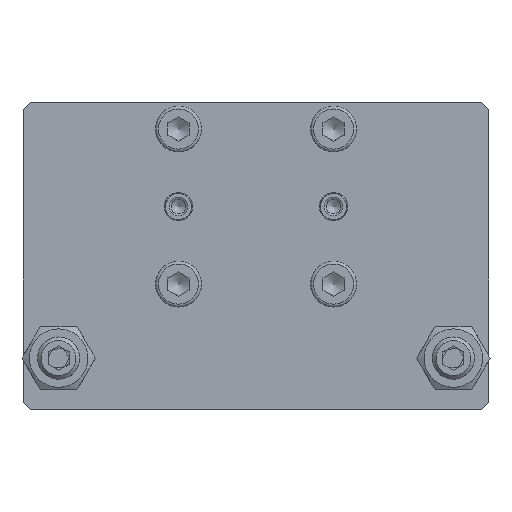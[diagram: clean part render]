
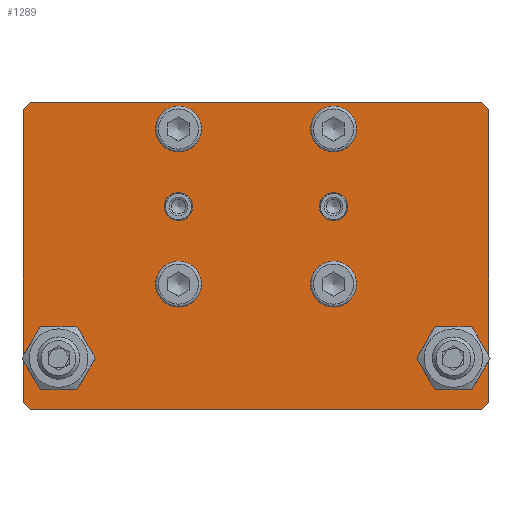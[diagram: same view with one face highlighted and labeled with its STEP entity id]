
A CAD part, top view. The second image highlights one B-rep face of the part: STEP entity #1289.
In plain terms, the highlighted planar face has unit normal (0, 0, 1).
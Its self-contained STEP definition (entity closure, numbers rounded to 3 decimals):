
#125=FACE_BOUND('',#269,.T.);
#126=FACE_BOUND('',#270,.T.);
#127=FACE_BOUND('',#271,.T.);
#128=FACE_BOUND('',#272,.T.);
#129=FACE_BOUND('',#273,.T.);
#130=FACE_BOUND('',#274,.T.);
#131=FACE_BOUND('',#275,.T.);
#132=FACE_BOUND('',#276,.T.);
#148=PLANE('',#1501);
#192=FACE_OUTER_BOUND('',#268,.T.);
#268=EDGE_LOOP('',(#976,#977,#978,#979,#980,#981,#982,#983));
#269=EDGE_LOOP('',(#984,#985));
#270=EDGE_LOOP('',(#986,#987));
#271=EDGE_LOOP('',(#988,#989));
#272=EDGE_LOOP('',(#990,#991));
#273=EDGE_LOOP('',(#992,#993));
#274=EDGE_LOOP('',(#994,#995));
#275=EDGE_LOOP('',(#996,#997));
#276=EDGE_LOOP('',(#998,#999));
#341=LINE('',#2090,#424);
#347=LINE('',#2101,#430);
#354=LINE('',#2116,#437);
#357=LINE('',#2121,#440);
#358=LINE('',#2125,#441);
#361=LINE('',#2129,#444);
#362=LINE('',#2132,#445);
#364=LINE('',#2135,#447);
#424=VECTOR('',#1696,10.);
#430=VECTOR('',#1704,10.);
#437=VECTOR('',#1715,10.);
#440=VECTOR('',#1720,10.);
#441=VECTOR('',#1723,10.);
#444=VECTOR('',#1728,10.);
#445=VECTOR('',#1731,10.);
#447=VECTOR('',#1735,10.);
#499=CIRCLE('',#1461,5.053);
#500=CIRCLE('',#1462,5.053);
#502=CIRCLE('',#1465,5.053);
#503=CIRCLE('',#1466,5.053);
#505=CIRCLE('',#1469,4.);
#506=CIRCLE('',#1470,4.);
#508=CIRCLE('',#1473,4.);
#509=CIRCLE('',#1474,4.);
#511=CIRCLE('',#1477,4.5);
#512=CIRCLE('',#1478,4.5);
#514=CIRCLE('',#1481,4.5);
#515=CIRCLE('',#1482,4.5);
#517=CIRCLE('',#1485,4.5);
#518=CIRCLE('',#1486,4.5);
#520=CIRCLE('',#1489,4.5);
#521=CIRCLE('',#1490,4.5);
#574=VERTEX_POINT('',#2024);
#575=VERTEX_POINT('',#2025);
#577=VERTEX_POINT('',#2032);
#578=VERTEX_POINT('',#2033);
#580=VERTEX_POINT('',#2040);
#581=VERTEX_POINT('',#2041);
#583=VERTEX_POINT('',#2048);
#584=VERTEX_POINT('',#2049);
#586=VERTEX_POINT('',#2056);
#587=VERTEX_POINT('',#2057);
#589=VERTEX_POINT('',#2064);
#590=VERTEX_POINT('',#2065);
#592=VERTEX_POINT('',#2072);
#593=VERTEX_POINT('',#2073);
#595=VERTEX_POINT('',#2080);
#596=VERTEX_POINT('',#2081);
#598=VERTEX_POINT('',#2088);
#599=VERTEX_POINT('',#2089);
#603=VERTEX_POINT('',#2099);
#609=VERTEX_POINT('',#2115);
#610=VERTEX_POINT('',#2119);
#611=VERTEX_POINT('',#2123);
#612=VERTEX_POINT('',#2124);
#613=VERTEX_POINT('',#2131);
#704=EDGE_CURVE('',#574,#575,#499,.T.);
#705=EDGE_CURVE('',#575,#574,#500,.T.);
#708=EDGE_CURVE('',#577,#578,#502,.T.);
#709=EDGE_CURVE('',#578,#577,#503,.T.);
#712=EDGE_CURVE('',#580,#581,#505,.T.);
#713=EDGE_CURVE('',#581,#580,#506,.T.);
#716=EDGE_CURVE('',#583,#584,#508,.T.);
#717=EDGE_CURVE('',#584,#583,#509,.T.);
#720=EDGE_CURVE('',#586,#587,#511,.T.);
#721=EDGE_CURVE('',#587,#586,#512,.T.);
#724=EDGE_CURVE('',#589,#590,#514,.T.);
#725=EDGE_CURVE('',#590,#589,#515,.T.);
#728=EDGE_CURVE('',#592,#593,#517,.T.);
#729=EDGE_CURVE('',#593,#592,#518,.T.);
#732=EDGE_CURVE('',#595,#596,#520,.T.);
#733=EDGE_CURVE('',#596,#595,#521,.T.);
#736=EDGE_CURVE('',#598,#599,#341,.T.);
#742=EDGE_CURVE('',#598,#603,#347,.T.);
#749=EDGE_CURVE('',#609,#603,#354,.T.);
#752=EDGE_CURVE('',#609,#610,#357,.T.);
#753=EDGE_CURVE('',#611,#612,#358,.T.);
#756=EDGE_CURVE('',#611,#599,#361,.T.);
#757=EDGE_CURVE('',#613,#610,#362,.T.);
#759=EDGE_CURVE('',#613,#612,#364,.T.);
#976=ORIENTED_EDGE('',*,*,#736,.F.);
#977=ORIENTED_EDGE('',*,*,#742,.T.);
#978=ORIENTED_EDGE('',*,*,#749,.F.);
#979=ORIENTED_EDGE('',*,*,#752,.T.);
#980=ORIENTED_EDGE('',*,*,#757,.F.);
#981=ORIENTED_EDGE('',*,*,#759,.T.);
#982=ORIENTED_EDGE('',*,*,#753,.F.);
#983=ORIENTED_EDGE('',*,*,#756,.T.);
#984=ORIENTED_EDGE('',*,*,#704,.T.);
#985=ORIENTED_EDGE('',*,*,#705,.T.);
#986=ORIENTED_EDGE('',*,*,#708,.T.);
#987=ORIENTED_EDGE('',*,*,#709,.T.);
#988=ORIENTED_EDGE('',*,*,#712,.T.);
#989=ORIENTED_EDGE('',*,*,#713,.T.);
#990=ORIENTED_EDGE('',*,*,#716,.T.);
#991=ORIENTED_EDGE('',*,*,#717,.T.);
#992=ORIENTED_EDGE('',*,*,#720,.T.);
#993=ORIENTED_EDGE('',*,*,#721,.T.);
#994=ORIENTED_EDGE('',*,*,#724,.T.);
#995=ORIENTED_EDGE('',*,*,#725,.T.);
#996=ORIENTED_EDGE('',*,*,#728,.T.);
#997=ORIENTED_EDGE('',*,*,#729,.T.);
#998=ORIENTED_EDGE('',*,*,#732,.T.);
#999=ORIENTED_EDGE('',*,*,#733,.T.);
#1289=ADVANCED_FACE('',(#192,#125,#126,#127,#128,#129,#130,#131,#132),#148,
 .T.);
#1461=AXIS2_PLACEMENT_3D('',#2026,#1624,#1625);
#1462=AXIS2_PLACEMENT_3D('',#2027,#1626,#1627);
#1465=AXIS2_PLACEMENT_3D('',#2034,#1633,#1634);
#1466=AXIS2_PLACEMENT_3D('',#2035,#1635,#1636);
#1469=AXIS2_PLACEMENT_3D('',#2042,#1642,#1643);
#1470=AXIS2_PLACEMENT_3D('',#2043,#1644,#1645);
#1473=AXIS2_PLACEMENT_3D('',#2050,#1651,#1652);
#1474=AXIS2_PLACEMENT_3D('',#2051,#1653,#1654);
#1477=AXIS2_PLACEMENT_3D('',#2058,#1660,#1661);
#1478=AXIS2_PLACEMENT_3D('',#2059,#1662,#1663);
#1481=AXIS2_PLACEMENT_3D('',#2066,#1669,#1670);
#1482=AXIS2_PLACEMENT_3D('',#2067,#1671,#1672);
#1485=AXIS2_PLACEMENT_3D('',#2074,#1678,#1679);
#1486=AXIS2_PLACEMENT_3D('',#2075,#1680,#1681);
#1489=AXIS2_PLACEMENT_3D('',#2082,#1687,#1688);
#1490=AXIS2_PLACEMENT_3D('',#2083,#1689,#1690);
#1501=AXIS2_PLACEMENT_3D('',#2136,#1736,#1737);
#1624=DIRECTION('center_axis',(0.,0.,-1.));
#1625=DIRECTION('ref_axis',(1.,0.,0.));
#1626=DIRECTION('center_axis',(0.,0.,-1.));
#1627=DIRECTION('ref_axis',(1.,0.,0.));
#1633=DIRECTION('center_axis',(0.,0.,-1.));
#1634=DIRECTION('ref_axis',(1.,0.,0.));
#1635=DIRECTION('center_axis',(0.,0.,-1.));
#1636=DIRECTION('ref_axis',(1.,0.,0.));
#1642=DIRECTION('center_axis',(0.,0.,-1.));
#1643=DIRECTION('ref_axis',(1.,0.,0.));
#1644=DIRECTION('center_axis',(0.,0.,-1.));
#1645=DIRECTION('ref_axis',(1.,0.,0.));
#1651=DIRECTION('center_axis',(0.,0.,-1.));
#1652=DIRECTION('ref_axis',(1.,0.,0.));
#1653=DIRECTION('center_axis',(0.,0.,-1.));
#1654=DIRECTION('ref_axis',(1.,0.,0.));
#1660=DIRECTION('center_axis',(0.,0.,-1.));
#1661=DIRECTION('ref_axis',(1.,0.,0.));
#1662=DIRECTION('center_axis',(0.,0.,-1.));
#1663=DIRECTION('ref_axis',(1.,0.,0.));
#1669=DIRECTION('center_axis',(0.,0.,-1.));
#1670=DIRECTION('ref_axis',(1.,0.,0.));
#1671=DIRECTION('center_axis',(0.,0.,-1.));
#1672=DIRECTION('ref_axis',(1.,0.,0.));
#1678=DIRECTION('center_axis',(0.,0.,-1.));
#1679=DIRECTION('ref_axis',(1.,0.,0.));
#1680=DIRECTION('center_axis',(0.,0.,-1.));
#1681=DIRECTION('ref_axis',(1.,0.,0.));
#1687=DIRECTION('center_axis',(0.,0.,-1.));
#1688=DIRECTION('ref_axis',(1.,0.,0.));
#1689=DIRECTION('center_axis',(0.,0.,-1.));
#1690=DIRECTION('ref_axis',(1.,0.,0.));
#1696=DIRECTION('',(0.707,0.707,0.));
#1704=DIRECTION('',(0.,-1.,0.));
#1715=DIRECTION('',(-0.707,0.707,0.));
#1720=DIRECTION('',(1.,0.,0.));
#1723=DIRECTION('',(0.707,-0.707,0.));
#1728=DIRECTION('',(-1.,0.,0.));
#1731=DIRECTION('',(-0.707,-0.707,0.));
#1735=DIRECTION('',(0.,1.,0.));
#1736=DIRECTION('center_axis',(0.,0.,1.));
#1737=DIRECTION('ref_axis',(1.,0.,0.));
#2024=CARTESIAN_POINT('',(61.053,-29.,14.));
#2025=CARTESIAN_POINT('',(50.947,-29.,14.));
#2026=CARTESIAN_POINT('Origin',(56.,-29.,14.));
#2027=CARTESIAN_POINT('Origin',(56.,-29.,14.));
#2032=CARTESIAN_POINT('',(-50.947,-29.,14.));
#2033=CARTESIAN_POINT('',(-61.053,-29.,14.));
#2034=CARTESIAN_POINT('Origin',(-56.,-29.,14.));
#2035=CARTESIAN_POINT('Origin',(-56.,-29.,14.));
#2040=CARTESIAN_POINT('',(-18.,14.,14.));
#2041=CARTESIAN_POINT('',(-26.,14.,14.));
#2042=CARTESIAN_POINT('Origin',(-22.,14.,14.));
#2043=CARTESIAN_POINT('Origin',(-22.,14.,14.));
#2048=CARTESIAN_POINT('',(26.,14.,14.));
#2049=CARTESIAN_POINT('',(18.,14.,14.));
#2050=CARTESIAN_POINT('Origin',(22.,14.,14.));
#2051=CARTESIAN_POINT('Origin',(22.,14.,14.));
#2056=CARTESIAN_POINT('',(26.5,36.,14.));
#2057=CARTESIAN_POINT('',(17.5,36.,14.));
#2058=CARTESIAN_POINT('Origin',(22.,36.,14.));
#2059=CARTESIAN_POINT('Origin',(22.,36.,14.));
#2064=CARTESIAN_POINT('',(26.5,-8.,14.));
#2065=CARTESIAN_POINT('',(17.5,-8.,14.));
#2066=CARTESIAN_POINT('Origin',(22.,-8.,14.));
#2067=CARTESIAN_POINT('Origin',(22.,-8.,14.));
#2072=CARTESIAN_POINT('',(-17.5,-8.,14.));
#2073=CARTESIAN_POINT('',(-26.5,-8.,14.));
#2074=CARTESIAN_POINT('Origin',(-22.,-8.,14.));
#2075=CARTESIAN_POINT('Origin',(-22.,-8.,14.));
#2080=CARTESIAN_POINT('',(-17.5,36.,14.));
#2081=CARTESIAN_POINT('',(-26.5,36.,14.));
#2082=CARTESIAN_POINT('Origin',(-22.,36.,14.));
#2083=CARTESIAN_POINT('Origin',(-22.,36.,14.));
#2088=CARTESIAN_POINT('',(-66.,41.5,14.));
#2089=CARTESIAN_POINT('',(-64.,43.5,14.));
#2090=CARTESIAN_POINT('',(-59.375,48.125,14.));
#2099=CARTESIAN_POINT('',(-66.,-41.5,14.));
#2101=CARTESIAN_POINT('',(-66.,43.5,14.));
#2115=CARTESIAN_POINT('',(-64.,-43.5,14.));
#2116=CARTESIAN_POINT('',(-59.375,-48.125,14.));
#2119=CARTESIAN_POINT('',(64.,-43.5,14.));
#2121=CARTESIAN_POINT('',(-66.,-43.5,14.));
#2123=CARTESIAN_POINT('',(64.,43.5,14.));
#2124=CARTESIAN_POINT('',(66.,41.5,14.));
#2125=CARTESIAN_POINT('',(59.375,48.125,14.));
#2129=CARTESIAN_POINT('',(66.,43.5,14.));
#2131=CARTESIAN_POINT('',(66.,-41.5,14.));
#2132=CARTESIAN_POINT('',(59.375,-48.125,14.));
#2135=CARTESIAN_POINT('',(66.,-43.5,14.));
#2136=CARTESIAN_POINT('Origin',(0.,0.,14.));
